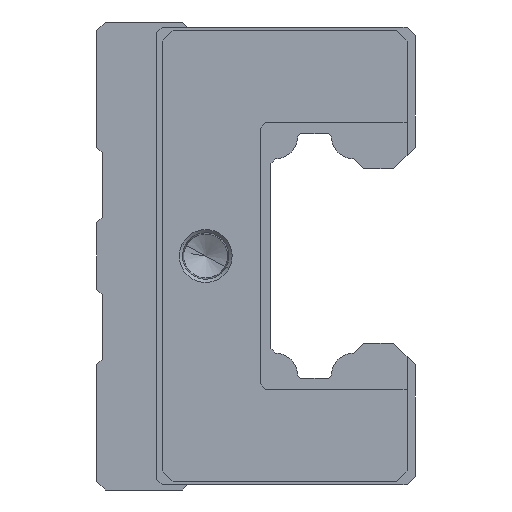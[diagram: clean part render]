
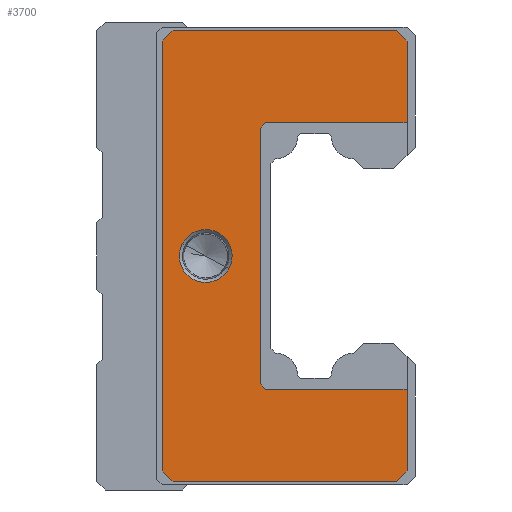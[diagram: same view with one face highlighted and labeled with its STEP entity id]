
A CAD part, left-side view. The second image highlights one B-rep face of the part: STEP entity #3700.
In plain terms, the highlighted planar face has unit normal (-1, 0, 0).
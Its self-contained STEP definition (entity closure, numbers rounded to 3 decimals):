
#119=CARTESIAN_POINT('Vertex',(-68.,3.,24.5)) ;
#122=CARTESIAN_POINT('Line Origine',(-68.,16.,24.5)) ;
#126=CARTESIAN_POINT('Vertex',(-68.,29.,24.5)) ;
#159=CARTESIAN_POINT('Vertex',(-68.,29.,-24.5)) ;
#162=CARTESIAN_POINT('Line Origine',(-68.,16.,-24.5)) ;
#166=CARTESIAN_POINT('Vertex',(-68.,3.,-24.5)) ;
#193=CARTESIAN_POINT('Line Origine',(-68.,29.5,24.)) ;
#197=CARTESIAN_POINT('Vertex',(-68.,30.,23.5)) ;
#228=CARTESIAN_POINT('Vertex',(-68.,30.,-23.5)) ;
#231=CARTESIAN_POINT('Line Origine',(-68.,29.5,-24.)) ;
#253=CARTESIAN_POINT('Line Origine',(-68.,30.,0.)) ;
#630=CARTESIAN_POINT('Vertex',(-68.,46.,41.5)) ;
#644=CARTESIAN_POINT('Vertex',(-68.,48.,39.5)) ;
#647=CARTESIAN_POINT('Line Origine',(-68.,47.,40.5)) ;
#675=CARTESIAN_POINT('Vertex',(-68.,48.,-39.5)) ;
#678=CARTESIAN_POINT('Line Origine',(-68.,48.,0.)) ;
#706=CARTESIAN_POINT('Vertex',(-68.,46.,-41.5)) ;
#709=CARTESIAN_POINT('Line Origine',(-68.,47.,-40.5)) ;
#737=CARTESIAN_POINT('Vertex',(-68.,5.,-41.5)) ;
#740=CARTESIAN_POINT('Line Origine',(-68.,25.5,-41.5)) ;
#768=CARTESIAN_POINT('Vertex',(-68.,3.,-39.5)) ;
#771=CARTESIAN_POINT('Line Origine',(-68.,4.,-40.5)) ;
#794=CARTESIAN_POINT('Vertex',(-68.,3.,39.5)) ;
#808=CARTESIAN_POINT('Vertex',(-68.,5.,41.5)) ;
#811=CARTESIAN_POINT('Line Origine',(-68.,4.,40.5)) ;
#833=CARTESIAN_POINT('Line Origine',(-68.,25.5,41.5)) ;
#2985=CARTESIAN_POINT('Line Origine',(-68.,3.,-32.)) ;
#3018=CARTESIAN_POINT('Line Origine',(-68.,3.,32.)) ;
#3661=CARTESIAN_POINT('Axis2P3D Location',(-68.,0.,0.)) ;
#3682=CARTESIAN_POINT('Axis2P3D Location',(-68.,39.998,0.)) ;
#3686=CARTESIAN_POINT('Vertex',(-68.,35.729,-2.332)) ;
#3688=CARTESIAN_POINT('Vertex',(-68.,44.266,2.332)) ;
#3691=CARTESIAN_POINT('Axis2P3D Location',(-68.,39.998,0.)) ;
#123=DIRECTION('Vector Direction',(0.,-1.,0.)) ;
#163=DIRECTION('Vector Direction',(0.,1.,0.)) ;
#194=DIRECTION('Vector Direction',(0.,-0.707,0.707)) ;
#232=DIRECTION('Vector Direction',(0.,0.707,0.707)) ;
#254=DIRECTION('Vector Direction',(0.,0.,1.)) ;
#648=DIRECTION('Vector Direction',(0.,-0.707,0.707)) ;
#679=DIRECTION('Vector Direction',(0.,0.,1.)) ;
#710=DIRECTION('Vector Direction',(0.,0.707,0.707)) ;
#741=DIRECTION('Vector Direction',(0.,1.,0.)) ;
#772=DIRECTION('Vector Direction',(0.,0.707,-0.707)) ;
#812=DIRECTION('Vector Direction',(0.,-0.707,-0.707)) ;
#834=DIRECTION('Vector Direction',(0.,-1.,0.)) ;
#2986=DIRECTION('Vector Direction',(0.,0.,-1.)) ;
#3019=DIRECTION('Vector Direction',(0.,0.,-1.)) ;
#3662=DIRECTION('Axis2P3D Direction',(1.,-0.,0.)) ;
#3663=DIRECTION('Axis2P3D XDirection',(0.,0.,-1.)) ;
#3683=DIRECTION('Axis2P3D Direction',(1.,-0.,0.)) ;
#3692=DIRECTION('Axis2P3D Direction',(1.,-0.,0.)) ;
#3664=AXIS2_PLACEMENT_3D('Plane Axis2P3D',#3661,#3662,#3663) ;
#3684=AXIS2_PLACEMENT_3D('Circle Axis2P3D',#3682,#3683,$) ;
#3693=AXIS2_PLACEMENT_3D('Circle Axis2P3D',#3691,#3692,$) ;
#3667=ORIENTED_EDGE('',*,*,#168,.T.) ;
#3668=ORIENTED_EDGE('',*,*,#235,.T.) ;
#3669=ORIENTED_EDGE('',*,*,#257,.T.) ;
#3670=ORIENTED_EDGE('',*,*,#199,.T.) ;
#3671=ORIENTED_EDGE('',*,*,#128,.T.) ;
#3672=ORIENTED_EDGE('',*,*,#3022,.F.) ;
#3673=ORIENTED_EDGE('',*,*,#815,.F.) ;
#3674=ORIENTED_EDGE('',*,*,#837,.F.) ;
#3675=ORIENTED_EDGE('',*,*,#651,.F.) ;
#3676=ORIENTED_EDGE('',*,*,#682,.F.) ;
#3677=ORIENTED_EDGE('',*,*,#713,.F.) ;
#3678=ORIENTED_EDGE('',*,*,#744,.F.) ;
#3679=ORIENTED_EDGE('',*,*,#775,.F.) ;
#3680=ORIENTED_EDGE('',*,*,#2989,.F.) ;
#3697=ORIENTED_EDGE('',*,*,#3690,.T.) ;
#3698=ORIENTED_EDGE('',*,*,#3695,.T.) ;
#3699=FACE_BOUND('',#3696,.T.) ;
#124=VECTOR('Line Direction',#123,1.) ;
#164=VECTOR('Line Direction',#163,1.) ;
#195=VECTOR('Line Direction',#194,1.) ;
#233=VECTOR('Line Direction',#232,1.) ;
#255=VECTOR('Line Direction',#254,1.) ;
#649=VECTOR('Line Direction',#648,1.) ;
#680=VECTOR('Line Direction',#679,1.) ;
#711=VECTOR('Line Direction',#710,1.) ;
#742=VECTOR('Line Direction',#741,1.) ;
#773=VECTOR('Line Direction',#772,1.) ;
#813=VECTOR('Line Direction',#812,1.) ;
#835=VECTOR('Line Direction',#834,1.) ;
#2987=VECTOR('Line Direction',#2986,1.) ;
#3020=VECTOR('Line Direction',#3019,1.) ;
#3700=ADVANCED_FACE('HSV45R_BLOCK',(#3681,#3699),#3665,.F.) ;
#3685=CIRCLE('generated circle',#3684,4.864) ;
#3694=CIRCLE('generated circle',#3693,4.864) ;
#128=EDGE_CURVE('',#127,#120,#125,.T.) ;
#168=EDGE_CURVE('',#167,#160,#165,.T.) ;
#199=EDGE_CURVE('',#198,#127,#196,.T.) ;
#235=EDGE_CURVE('',#160,#229,#234,.T.) ;
#257=EDGE_CURVE('',#229,#198,#256,.T.) ;
#651=EDGE_CURVE('',#645,#631,#650,.T.) ;
#682=EDGE_CURVE('',#676,#645,#681,.T.) ;
#713=EDGE_CURVE('',#707,#676,#712,.T.) ;
#744=EDGE_CURVE('',#738,#707,#743,.T.) ;
#775=EDGE_CURVE('',#769,#738,#774,.T.) ;
#815=EDGE_CURVE('',#809,#795,#814,.T.) ;
#837=EDGE_CURVE('',#631,#809,#836,.T.) ;
#2989=EDGE_CURVE('',#167,#769,#2988,.T.) ;
#3022=EDGE_CURVE('',#795,#120,#3021,.T.) ;
#3690=EDGE_CURVE('',#3687,#3689,#3685,.T.) ;
#3695=EDGE_CURVE('',#3689,#3687,#3694,.T.) ;
#3666=EDGE_LOOP('',(#3667,#3668,#3669,#3670,#3671,#3672,#3673,#3674,#3675,#3676,#3677,#3678,#3679,#3680)) ;
#3696=EDGE_LOOP('',(#3697,#3698)) ;
#3681=FACE_OUTER_BOUND('',#3666,.T.) ;
#125=LINE('Line',#122,#124) ;
#165=LINE('Line',#162,#164) ;
#196=LINE('Line',#193,#195) ;
#234=LINE('Line',#231,#233) ;
#256=LINE('Line',#253,#255) ;
#650=LINE('Line',#647,#649) ;
#681=LINE('Line',#678,#680) ;
#712=LINE('Line',#709,#711) ;
#743=LINE('Line',#740,#742) ;
#774=LINE('Line',#771,#773) ;
#814=LINE('Line',#811,#813) ;
#836=LINE('Line',#833,#835) ;
#2988=LINE('Line',#2985,#2987) ;
#3021=LINE('Line',#3018,#3020) ;
#3665=PLANE('',#3664) ;
#120=VERTEX_POINT('',#119) ;
#127=VERTEX_POINT('',#126) ;
#160=VERTEX_POINT('',#159) ;
#167=VERTEX_POINT('',#166) ;
#198=VERTEX_POINT('',#197) ;
#229=VERTEX_POINT('',#228) ;
#631=VERTEX_POINT('',#630) ;
#645=VERTEX_POINT('',#644) ;
#676=VERTEX_POINT('',#675) ;
#707=VERTEX_POINT('',#706) ;
#738=VERTEX_POINT('',#737) ;
#769=VERTEX_POINT('',#768) ;
#795=VERTEX_POINT('',#794) ;
#809=VERTEX_POINT('',#808) ;
#3687=VERTEX_POINT('',#3686) ;
#3689=VERTEX_POINT('',#3688) ;
